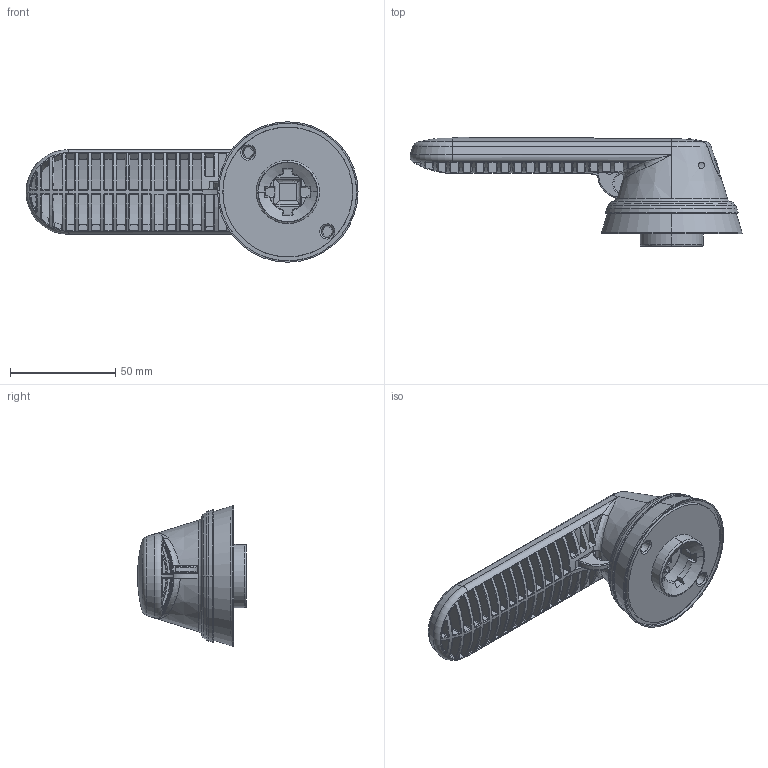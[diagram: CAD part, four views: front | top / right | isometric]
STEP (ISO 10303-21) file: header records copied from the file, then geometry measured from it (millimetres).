
FILE_DESCRIPTION((''),'2;1');
FILE_NAME('OHB125L12EH','2024-10-17T12:10:21',('FIRARAN'),(''),'CREO PARAMETRIC BY PTC INC, 2022364','CREO PARAMETRIC BY PTC INC, 2022364','');
FILE_SCHEMA(('AUTOMOTIVE_DESIGN { 1 0 10303 214 1 1 1 1 }'));
Length unit declared in the file: millimetre
Products named in the file (1): OHB125L12EH
Bounding box: 157.51 x 51.7 x 66.63 mm (x, y, z)
Volume: 122205.2 mm3; surface area: 40078.5 mm2
Topology: 1 solids, 1 shells, 874 faces, 2178 edges, 1340 vertices
Faces by surface type: cylinder 266, plane 238, bspline 196, torus 109, cone 46, sphere 16, extrusion 3
Entity records: 56063 total; most frequent: CARTESIAN_POINT 26287, ORIENTED_EDGE 4336, DIRECTION 3521, EDGE_CURVE 2168, FILL_AREA_STYLE_COLOUR 1670, FILL_AREA_STYLE 1670, SURFACE_STYLE_FILL_AREA 1670, SURFACE_SIDE_STYLE 1670
